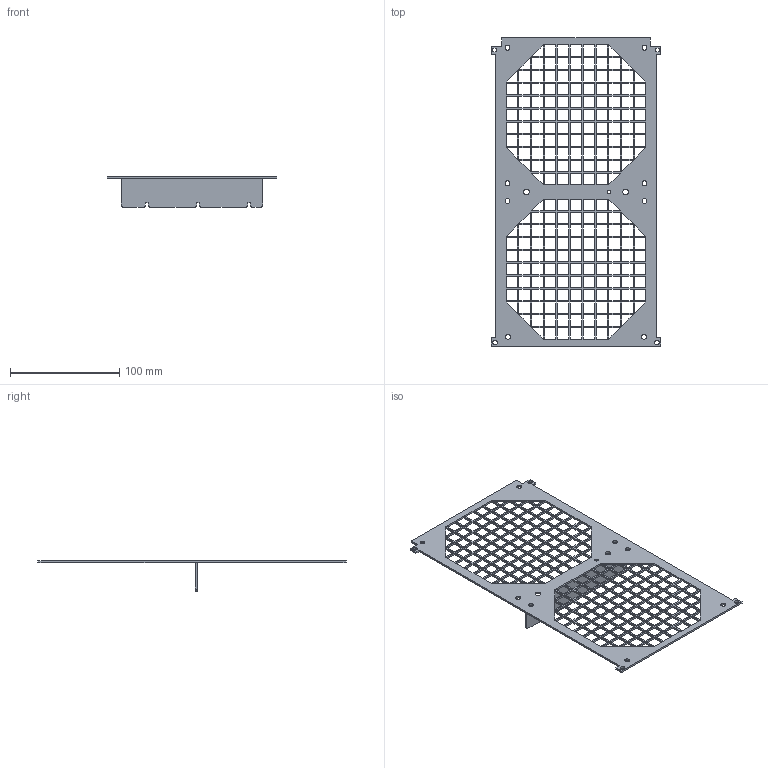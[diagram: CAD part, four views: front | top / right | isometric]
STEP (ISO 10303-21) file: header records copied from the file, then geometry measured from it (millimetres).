
FILE_DESCRIPTION (( 'STEP AP214' ), '1' );
FILE_NAME ('S21-instake-plate.STEP', '2026-02-26T15:07:43', ( '' ), ( '' ), 'SwSTEP 2.0', 'SolidWorks 2025', '' );
FILE_SCHEMA (( 'AUTOMOTIVE_DESIGN' ));
Length unit declared in the file: millimetre
Products named in the file (1): S21-instake-plate
Bounding box: 155.2 x 281.8 x 27.8 mm (x, y, z)
Volume: 38269.1 mm3; surface area: 61602.2 mm2
Topology: 1 solids, 1 shells, 933 faces, 2790 edges, 1860 vertices
Faces by surface type: plane 891, cylinder 42
Entity records: 31763 total; most frequent: CARTESIAN_POINT 5584, ORIENTED_EDGE 5580, DIRECTION 4742, EDGE_CURVE 2790, VECTOR 2706, LINE 2706, VERTEX_POINT 1860, EDGE_LOOP 1400
